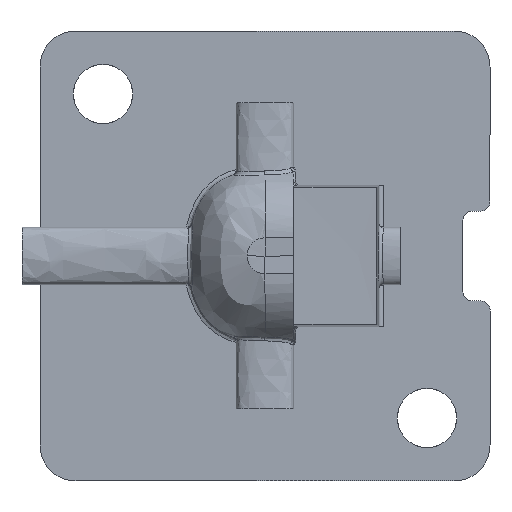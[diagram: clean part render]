
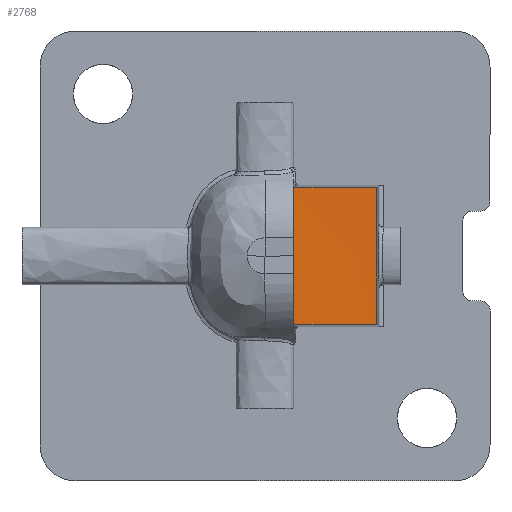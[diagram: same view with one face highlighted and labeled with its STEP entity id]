
A CAD part, top view. The second image highlights one B-rep face of the part: STEP entity #2768.
In plain terms, the highlighted free-form (B-spline) face has degree [3, 3] with [7, 8] control points.
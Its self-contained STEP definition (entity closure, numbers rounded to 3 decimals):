
#235 = EDGE_CURVE ( 'NONE', #5154, #3991, #5902, .T. ) ;
#538 = CARTESIAN_POINT ( 'NONE',  ( 2.258, 3.799, 5.765 ) ) ;
#539 = CARTESIAN_POINT ( 'NONE',  ( 6.399, -7.5, 5.765 ) ) ;
#568 = CARTESIAN_POINT ( 'NONE',  ( 3.924, -2.5, 5.724 ) ) ;
#595 = CARTESIAN_POINT ( 'NONE',  ( 6.204, 3.8, 5.739 ) ) ;
#597 = CARTESIAN_POINT ( 'NONE',  ( 0., 2.5, 5.766 ) ) ;
#627 = CARTESIAN_POINT ( 'NONE',  ( 6.054, 5., 5.768 ) ) ;
#628 = CARTESIAN_POINT ( 'NONE',  ( 6.204, -1.267, 5.711 ) ) ;
#730 = B_SPLINE_CURVE_WITH_KNOTS ( 'NONE', 3,
 ( #2455, #538, #7414, #3754, #8043, #4381, #595 ),
 .UNSPECIFIED., .F., .F.,
 ( 4, 3, 4 ),
 ( 0., 0.002, 0.005 ),
 .UNSPECIFIED. ) ;
#1161 = CARTESIAN_POINT ( 'NONE',  ( 0.697, -7.5, 5.809 ) ) ;
#1184 = CARTESIAN_POINT ( 'NONE',  ( 0., -5., 5.821 ) ) ;
#1211 = CARTESIAN_POINT ( 'NONE',  ( 6.055, -2.5, 5.712 ) ) ;
#1238 = CARTESIAN_POINT ( 'NONE',  ( 2.065, 2.5, 5.737 ) ) ;
#1256 = CARTESIAN_POINT ( 'NONE',  ( 1.6, -3.798, 5.772 ) ) ;
#1262 = CARTESIAN_POINT ( 'NONE',  ( 6.6, 5., 5.762 ) ) ;
#1263 = CARTESIAN_POINT ( 'NONE',  ( 6.204, -3.8, 5.739 ) ) ;
#1796 = CARTESIAN_POINT ( 'NONE',  ( 2.065, -5., 5.792 ) ) ;
#1824 = CARTESIAN_POINT ( 'NONE',  ( 6.6, -2.5, 5.706 ) ) ;
#1850 = CARTESIAN_POINT ( 'NONE',  ( 5.201, 2.5, 5.717 ) ) ;
#1879 = CARTESIAN_POINT ( 'NONE',  ( 0.697, 7.5, 5.809 ) ) ;
#2165 = EDGE_CURVE ( 'NONE', #3991, #7797, #7151, .T. ) ;
#2433 = CARTESIAN_POINT ( 'NONE',  ( 5.2, -5., 5.773 ) ) ;
#2455 = CARTESIAN_POINT ( 'NONE',  ( 1.6, 3.798, 5.772 ) ) ;
#2456 = CARTESIAN_POINT ( 'NONE',  ( 0.697, 0., 5.753 ) ) ;
#2481 = CARTESIAN_POINT ( 'NONE',  ( 6.4, 2.5, 5.709 ) ) ;
#2482 = CARTESIAN_POINT ( 'NONE',  ( 6.204, 2.533, 5.725 ) ) ;
#2499 = CARTESIAN_POINT ( 'NONE',  ( 2.915, -3.799, 5.76 ) ) ;
#2506 = CARTESIAN_POINT ( 'NONE',  ( 3.924, 7.5, 5.78 ) ) ;
#2768 = ADVANCED_FACE ( 'NONE', ( #7596 ), #4303, .F. ) ;
#3009 = EDGE_LOOP ( 'NONE', ( #3728, #3836, #3507, #3681 ) ) ;
#3059 = CARTESIAN_POINT ( 'NONE',  ( 6.399, -5., 5.765 ) ) ;
#3090 = CARTESIAN_POINT ( 'NONE',  ( 3.924, 0., 5.724 ) ) ;
#3117 = CARTESIAN_POINT ( 'NONE',  ( 0., 5., 5.821 ) ) ;
#3132 = CARTESIAN_POINT ( 'NONE',  ( 4.45, -3.799, 5.75 ) ) ;
#3140 = CARTESIAN_POINT ( 'NONE',  ( 6.054, 7.5, 5.768 ) ) ;
#3507 = ORIENTED_EDGE ( 'NONE', *, *, #7475, .F. ) ;
#3681 = ORIENTED_EDGE ( 'NONE', *, *, #6084, .F. ) ;
#3697 = CARTESIAN_POINT ( 'NONE',  ( 3.924, -7.5, 5.78 ) ) ;
#3727 = CARTESIAN_POINT ( 'NONE',  ( 0., -2.5, 5.766 ) ) ;
#3728 = ORIENTED_EDGE ( 'NONE', *, *, #235, .T. ) ;
#3754 = CARTESIAN_POINT ( 'NONE',  ( 3.573, 3.799, 5.755 ) ) ;
#3755 = CARTESIAN_POINT ( 'NONE',  ( 6.055, 0., 5.712 ) ) ;
#3777 = CARTESIAN_POINT ( 'NONE',  ( 2.065, 5., 5.792 ) ) ;
#3791 = CARTESIAN_POINT ( 'NONE',  ( 6.204, -3.8, 5.739 ) ) ;
#3802 = CARTESIAN_POINT ( 'NONE',  ( 6.6, 7.5, 5.762 ) ) ;
#3808 = B_SPLINE_CURVE_WITH_KNOTS ( 'NONE', 3,
 ( #8046, #2482, #4405, #628, #4996, #1263 ),
 .UNSPECIFIED., .F., .F.,
 ( 4, 2, 4 ),
 ( 0., 0.004, 0.008 ),
 .UNSPECIFIED. ) ;
#3836 = ORIENTED_EDGE ( 'NONE', *, *, #2165, .T. ) ;
#3839 = CARTESIAN_POINT ( 'NONE',  ( 1.6, -1.266, 5.743 ) ) ;
#3991 = VERTEX_POINT ( 'NONE', #6438 ) ;
#4303 = B_SPLINE_SURFACE_WITH_KNOTS ( 'NONE', 3, 3, ( 
 ( #5519, #1161, #7362, #3697, #7990, #4324, #539, #4913 ),
 ( #1184, #5547, #1796, #6151, #2433, #6758, #3059, #7387 ),
 ( #3727, #8018, #4350, #568, #4940, #1211, #5570, #1824 ),
 ( #6181, #2456, #6782, #3090, #7418, #3755, #8044, #4382 ),
 ( #597, #4966, #1238, #5600, #1850, #6202, #2481, #6802 ),
 ( #3117, #7443, #3777, #8070, #4403, #627, #4995, #1262 ),
 ( #5623, #1879, #6230, #2506, #6832, #3140, #7468, #3802 ) ),
 .UNSPECIFIED., .F., .F., .F.,
 ( 4, 3, 4 ),
 ( 4, 1, 1, 1, 1, 4 ),
 ( 0., 0.5, 1. ),
 ( 0., 0.28, 0.56, 0.707, 0.853, 1. ),
 .UNSPECIFIED. ) ;
#4324 = CARTESIAN_POINT ( 'NONE',  ( 6.054, -7.5, 5.768 ) ) ;
#4350 = CARTESIAN_POINT ( 'NONE',  ( 2.065, -2.5, 5.737 ) ) ;
#4381 = CARTESIAN_POINT ( 'NONE',  ( 5.327, 3.799, 5.746 ) ) ;
#4382 = CARTESIAN_POINT ( 'NONE',  ( 6.6, 0., 5.706 ) ) ;
#4403 = CARTESIAN_POINT ( 'NONE',  ( 5.2, 5., 5.773 ) ) ;
#4405 = CARTESIAN_POINT ( 'NONE',  ( 6.204, 1.267, 5.711 ) ) ;
#4913 = CARTESIAN_POINT ( 'NONE',  ( 6.6, -7.5, 5.762 ) ) ;
#4940 = CARTESIAN_POINT ( 'NONE',  ( 5.201, -2.5, 5.717 ) ) ;
#4966 = CARTESIAN_POINT ( 'NONE',  ( 0.697, 2.5, 5.753 ) ) ;
#4984 = CARTESIAN_POINT ( 'NONE',  ( 2.258, -3.799, 5.765 ) ) ;
#4995 = CARTESIAN_POINT ( 'NONE',  ( 6.399, 5., 5.765 ) ) ;
#4996 = CARTESIAN_POINT ( 'NONE',  ( 6.204, -2.533, 5.725 ) ) ;
#5154 = VERTEX_POINT ( 'NONE', #7709 ) ;
#5519 = CARTESIAN_POINT ( 'NONE',  ( 0., -7.5, 5.821 ) ) ;
#5547 = CARTESIAN_POINT ( 'NONE',  ( 0.697, -5., 5.809 ) ) ;
#5570 = CARTESIAN_POINT ( 'NONE',  ( 6.4, -2.5, 5.709 ) ) ;
#5600 = CARTESIAN_POINT ( 'NONE',  ( 3.924, 2.5, 5.724 ) ) ;
#5623 = CARTESIAN_POINT ( 'NONE',  ( 0., 7.5, 5.821 ) ) ;
#5655 = CARTESIAN_POINT ( 'NONE',  ( 1.6, -3.798, 5.772 ) ) ;
#5751 = CARTESIAN_POINT ( 'NONE',  ( 6.204, 3.8, 5.739 ) ) ;
#5902 = B_SPLINE_CURVE_WITH_KNOTS ( 'NONE', 3,
 ( #7154, #6433, #7646, #3839, #7503, #5655 ),
 .UNSPECIFIED., .F., .F.,
 ( 4, 2, 4 ),
 ( 0., 0.004, 0.008 ),
 .UNSPECIFIED. ) ;
#6002 = CARTESIAN_POINT ( 'NONE',  ( 6.204, -3.8, 5.739 ) ) ;
#6084 = EDGE_CURVE ( 'NONE', #5154, #7616, #730, .T. ) ;
#6151 = CARTESIAN_POINT ( 'NONE',  ( 3.924, -5., 5.78 ) ) ;
#6181 = CARTESIAN_POINT ( 'NONE',  ( 0., 0., 5.766 ) ) ;
#6202 = CARTESIAN_POINT ( 'NONE',  ( 6.055, 2.5, 5.712 ) ) ;
#6230 = CARTESIAN_POINT ( 'NONE',  ( 2.065, 7.5, 5.792 ) ) ;
#6433 = CARTESIAN_POINT ( 'NONE',  ( 1.6, 2.532, 5.757 ) ) ;
#6438 = CARTESIAN_POINT ( 'NONE',  ( 1.6, -3.798, 5.772 ) ) ;
#6758 = CARTESIAN_POINT ( 'NONE',  ( 6.054, -5., 5.768 ) ) ;
#6782 = CARTESIAN_POINT ( 'NONE',  ( 2.065, 0., 5.737 ) ) ;
#6802 = CARTESIAN_POINT ( 'NONE',  ( 6.6, 2.5, 5.706 ) ) ;
#6820 = CARTESIAN_POINT ( 'NONE',  ( 3.573, -3.799, 5.755 ) ) ;
#6832 = CARTESIAN_POINT ( 'NONE',  ( 5.2, 7.5, 5.773 ) ) ;
#7151 = B_SPLINE_CURVE_WITH_KNOTS ( 'NONE', 3,
 ( #1256, #4984, #2499, #6820, #3132, #7459, #3791 ),
 .UNSPECIFIED., .F., .F.,
 ( 4, 3, 4 ),
 ( 0., 0.002, 0.005 ),
 .UNSPECIFIED. ) ;
#7154 = CARTESIAN_POINT ( 'NONE',  ( 1.6, 3.798, 5.772 ) ) ;
#7362 = CARTESIAN_POINT ( 'NONE',  ( 2.065, -7.5, 5.792 ) ) ;
#7387 = CARTESIAN_POINT ( 'NONE',  ( 6.6, -5., 5.762 ) ) ;
#7414 = CARTESIAN_POINT ( 'NONE',  ( 2.915, 3.799, 5.76 ) ) ;
#7418 = CARTESIAN_POINT ( 'NONE',  ( 5.201, 0., 5.717 ) ) ;
#7443 = CARTESIAN_POINT ( 'NONE',  ( 0.697, 5., 5.809 ) ) ;
#7459 = CARTESIAN_POINT ( 'NONE',  ( 5.327, -3.799, 5.746 ) ) ;
#7468 = CARTESIAN_POINT ( 'NONE',  ( 6.399, 7.5, 5.765 ) ) ;
#7475 = EDGE_CURVE ( 'NONE', #7616, #7797, #3808, .T. ) ;
#7503 = CARTESIAN_POINT ( 'NONE',  ( 1.6, -2.532, 5.757 ) ) ;
#7596 = FACE_OUTER_BOUND ( 'NONE', #3009, .T. ) ;
#7616 = VERTEX_POINT ( 'NONE', #5751 ) ;
#7646 = CARTESIAN_POINT ( 'NONE',  ( 1.6, 1.266, 5.743 ) ) ;
#7709 = CARTESIAN_POINT ( 'NONE',  ( 1.6, 3.798, 5.772 ) ) ;
#7797 = VERTEX_POINT ( 'NONE', #6002 ) ;
#7990 = CARTESIAN_POINT ( 'NONE',  ( 5.2, -7.5, 5.773 ) ) ;
#8018 = CARTESIAN_POINT ( 'NONE',  ( 0.697, -2.5, 5.753 ) ) ;
#8043 = CARTESIAN_POINT ( 'NONE',  ( 4.45, 3.799, 5.75 ) ) ;
#8044 = CARTESIAN_POINT ( 'NONE',  ( 6.4, 0., 5.709 ) ) ;
#8046 = CARTESIAN_POINT ( 'NONE',  ( 6.204, 3.8, 5.739 ) ) ;
#8070 = CARTESIAN_POINT ( 'NONE',  ( 3.924, 5., 5.78 ) ) ;
